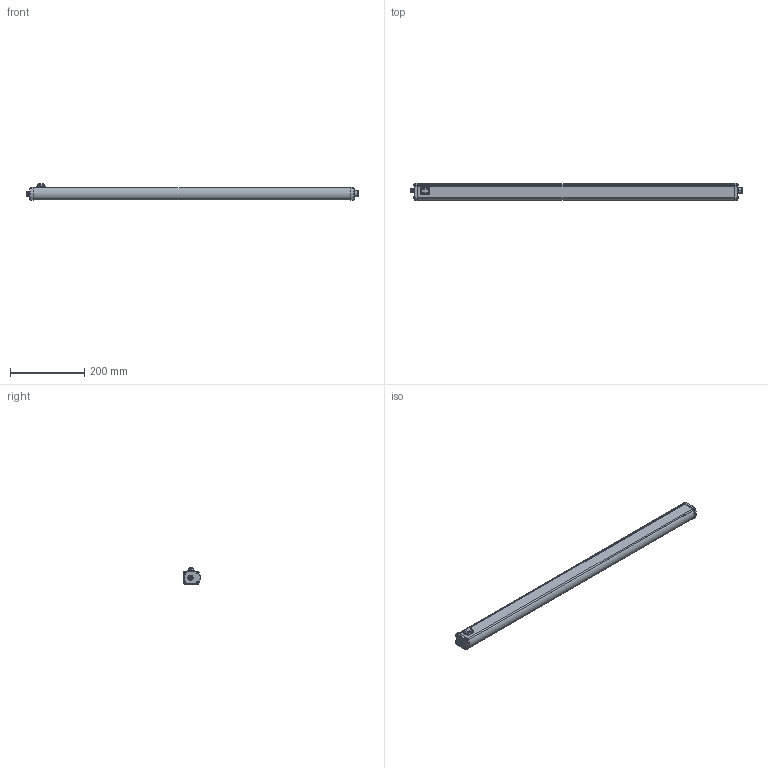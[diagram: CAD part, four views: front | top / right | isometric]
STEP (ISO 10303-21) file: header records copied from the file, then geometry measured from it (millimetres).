
FILE_DESCRIPTION((''),'2;1');
FILE_NAME('243192_SM01_ASM','2025-02-28T10:17:44',('banengservice'),('BANNER ENGINEERING'),'CREO PARAMETRIC BY PTC INC, 2022414','CREO PARAMETRIC BY PTC INC, 2022414','');
FILE_SCHEMA(('CONFIG_CONTROL_DESIGN'));
Products named in the file (2): 243192_EP01; 243192_SM01_ASM
Assembly tree (1 placements, depth 2):
  243192_SM01_ASM
    243192_EP01
Bounding box: 894.1 x 46.2 x 44 mm (x, y, z)
Volume: 1155102.7 mm3; surface area: 141142.3 mm2
Topology: 1 solids, 2 shells, 1139 faces, 2892 edges, 1822 vertices
Faces by surface type: plane 397, cylinder 308, cone 189, torus 122, bspline 109, sphere 14
Entity records: 50062 total; most frequent: CARTESIAN_POINT 23495, ORIENTED_EDGE 5784, DIRECTION 5265, EDGE_CURVE 2892, AXIS2_PLACEMENT_3D 2034, VERTEX_POINT 1822, EDGE_LOOP 1214, VECTOR 1197
